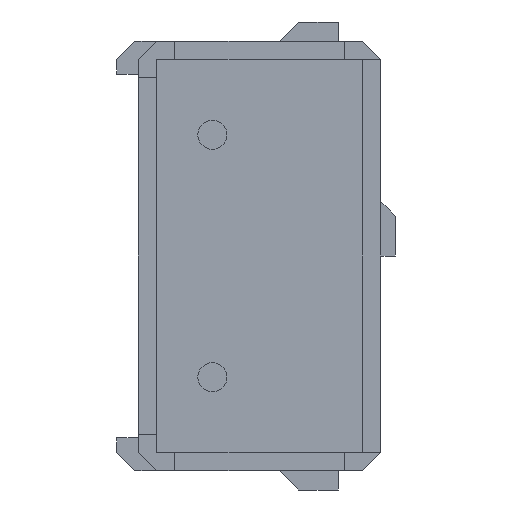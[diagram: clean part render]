
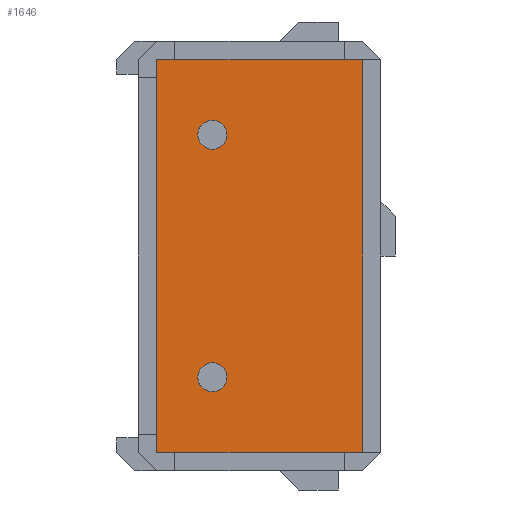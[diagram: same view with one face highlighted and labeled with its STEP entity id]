
A CAD part, front view. The second image highlights one B-rep face of the part: STEP entity #1646.
In plain terms, the highlighted planar face has unit normal (0, -1, 0).
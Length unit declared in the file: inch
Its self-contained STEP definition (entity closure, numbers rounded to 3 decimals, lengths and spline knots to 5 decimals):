
#116=FACE_OUTER_BOUND($,#207,.T.);
#207=EDGE_LOOP($,(#1339,#1340,#1341,#1342));
#403=LINE($,#2541,#618);
#405=LINE($,#2546,#620);
#406=LINE($,#2547,#621);
#407=LINE($,#2548,#622);
#618=VECTOR($,#2064,0.324);
#620=VECTOR($,#2068,0.324);
#621=VECTOR($,#2069,0.17);
#622=VECTOR($,#2070,0.17);
#787=VERTEX_POINT($,#2538);
#788=VERTEX_POINT($,#2540);
#789=VERTEX_POINT($,#2544);
#790=VERTEX_POINT($,#2545);
#987=EDGE_CURVE($,#788,#787,#403,.T.);
#989=EDGE_CURVE($,#789,#790,#405,.T.);
#990=EDGE_CURVE($,#790,#788,#406,.T.);
#991=EDGE_CURVE($,#787,#789,#407,.T.);
#1339=ORIENTED_EDGE($,*,*,#989,.T.);
#1340=ORIENTED_EDGE($,*,*,#990,.T.);
#1341=ORIENTED_EDGE($,*,*,#987,.T.);
#1342=ORIENTED_EDGE($,*,*,#991,.T.);
#1560=PLANE($,#1745);
#1646=ADVANCED_FACE($,(#116),#1560,.F.);
#1745=AXIS2_PLACEMENT_3D($,#2543,#2066,#2067);
#2064=DIRECTION($,(0.,0.,1.));
#2066=DIRECTION('center_axis',(0.,1.,0.));
#2067=DIRECTION('ref_axis',(0.,0.,1.));
#2068=DIRECTION($,(0.,0.,-1.));
#2069=DIRECTION($,(1.,0.,0.));
#2070=DIRECTION($,(-1.,0.,0.));
#2538=CARTESIAN_POINT('',(0.085,-0.303,0.162));
#2540=CARTESIAN_POINT('',(0.085,-0.303,-0.162));
#2541=CARTESIAN_POINT($,(0.085,-0.303,0.162));
#2543=CARTESIAN_POINT('Origin',(0.,-0.303,0.));
#2544=CARTESIAN_POINT('',(-0.085,-0.303,0.162));
#2545=CARTESIAN_POINT('',(-0.085,-0.303,-0.162));
#2546=CARTESIAN_POINT($,(-0.085,-0.303,-0.162));
#2547=CARTESIAN_POINT($,(0.085,-0.303,-0.162));
#2548=CARTESIAN_POINT($,(-0.085,-0.303,0.162));
